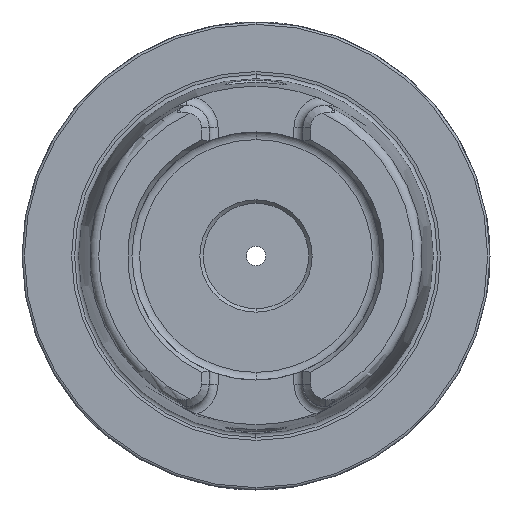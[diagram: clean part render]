
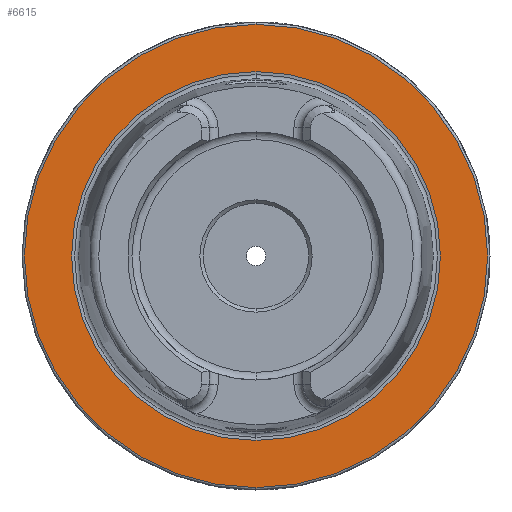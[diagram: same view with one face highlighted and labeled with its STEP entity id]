
A CAD part, left-side view. The second image highlights one B-rep face of the part: STEP entity #6615.
In plain terms, the highlighted planar face has unit normal (-1, 0, 0).
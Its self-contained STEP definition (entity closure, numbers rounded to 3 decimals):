
#536 = VERTEX_POINT ( 'NONE', #3801 ) ;
#755 = DIRECTION ( 'NONE',  ( -1., 0., 0. ) ) ;
#950 = AXIS2_PLACEMENT_3D ( 'NONE', #5795, #5808, #5815 ) ;
#1167 = ORIENTED_EDGE ( 'NONE', *, *, #2930, .F. ) ;
#1212 = DIRECTION ( 'NONE',  ( 0., 0., -1. ) ) ;
#1358 = AXIS2_PLACEMENT_3D ( 'NONE', #4424, #5100, #1212 ) ;
#1423 = EDGE_CURVE ( 'NONE', #7634, #7791, #4956, .T. ) ;
#1574 = FACE_OUTER_BOUND ( 'NONE', #7590, .T. ) ;
#1889 = AXIS2_PLACEMENT_3D ( 'NONE', #4665, #755, #5311 ) ;
#2268 = ORIENTED_EDGE ( 'NONE', *, *, #7697, .T. ) ;
#2732 = DIRECTION ( 'NONE',  ( 0., 0., 1. ) ) ;
#2758 = DIRECTION ( 'NONE',  ( -1., 0., 0. ) ) ;
#2765 = CARTESIAN_POINT ( 'NONE',  ( 0., 0., 0. ) ) ;
#2930 = EDGE_CURVE ( 'NONE', #536, #6188, #4265, .T. ) ;
#3315 = FACE_BOUND ( 'NONE', #6334, .T. ) ;
#3801 = CARTESIAN_POINT ( 'NONE',  ( 0., 0., -39.405 ) ) ;
#4013 = EDGE_CURVE ( 'NONE', #6188, #536, #4064, .T. ) ;
#4064 = CIRCLE ( 'NONE', #5001, 39.405 ) ;
#4147 = CARTESIAN_POINT ( 'NONE',  ( 0., 0., -49.5 ) ) ;
#4265 = CIRCLE ( 'NONE', #4795, 39.405 ) ;
#4424 = CARTESIAN_POINT ( 'NONE',  ( 0., 49.5, 0. ) ) ;
#4456 = PLANE ( 'NONE',  #1358 ) ;
#4665 = CARTESIAN_POINT ( 'NONE',  ( 0., 0., 0. ) ) ;
#4795 = AXIS2_PLACEMENT_3D ( 'NONE', #2765, #2758, #2732 ) ;
#4956 = CIRCLE ( 'NONE', #950, 49.5 ) ;
#4961 = DIRECTION ( 'NONE',  ( 0., 0., 1. ) ) ;
#4971 = DIRECTION ( 'NONE',  ( -1., 0., 0. ) ) ;
#5001 = AXIS2_PLACEMENT_3D ( 'NONE', #5010, #4971, #4961 ) ;
#5002 = ORIENTED_EDGE ( 'NONE', *, *, #1423, .T. ) ;
#5010 = CARTESIAN_POINT ( 'NONE',  ( 0., 0., 0. ) ) ;
#5100 = DIRECTION ( 'NONE',  ( 1., 0., 0. ) ) ;
#5311 = DIRECTION ( 'NONE',  ( 0., 0., 1. ) ) ;
#5795 = CARTESIAN_POINT ( 'NONE',  ( 0., 0., 0. ) ) ;
#5808 = DIRECTION ( 'NONE',  ( -1., 0., 0. ) ) ;
#5815 = DIRECTION ( 'NONE',  ( 0., 0., 1. ) ) ;
#5834 = CARTESIAN_POINT ( 'NONE',  ( 0., 0., 49.5 ) ) ;
#6162 = ORIENTED_EDGE ( 'NONE', *, *, #4013, .F. ) ;
#6188 = VERTEX_POINT ( 'NONE', #6571 ) ;
#6334 = EDGE_LOOP ( 'NONE', ( #6162, #1167 ) ) ;
#6571 = CARTESIAN_POINT ( 'NONE',  ( 0., 0., 39.405 ) ) ;
#6615 = ADVANCED_FACE ( 'NONE', ( #3315, #1574 ), #4456, .F. ) ;
#6857 = CIRCLE ( 'NONE', #1889, 49.5 ) ;
#7590 = EDGE_LOOP ( 'NONE', ( #5002, #2268 ) ) ;
#7634 = VERTEX_POINT ( 'NONE', #5834 ) ;
#7697 = EDGE_CURVE ( 'NONE', #7791, #7634, #6857, .T. ) ;
#7791 = VERTEX_POINT ( 'NONE', #4147 ) ;
